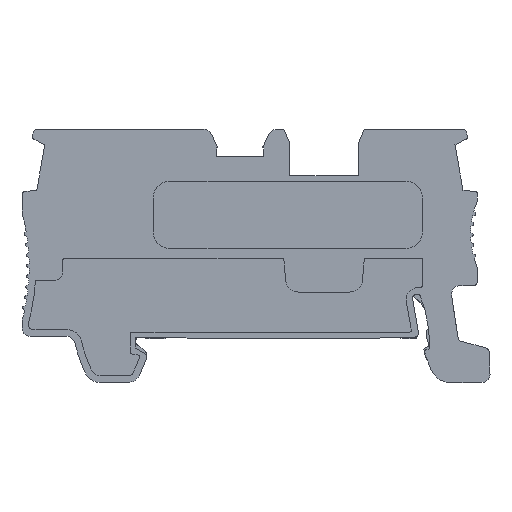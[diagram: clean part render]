
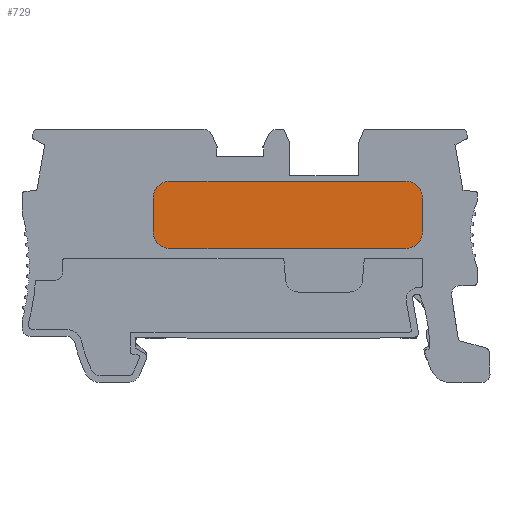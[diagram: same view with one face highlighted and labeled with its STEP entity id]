
A CAD part, left-side view. The second image highlights one B-rep face of the part: STEP entity #729.
In plain terms, the highlighted planar face has unit normal (-1, 0, 0).
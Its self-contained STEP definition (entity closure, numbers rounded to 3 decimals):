
#729=ADVANCED_FACE('',(#4185),#4187,.T.);
#4185=FACE_BOUND('',#4186,.T.);
#4186=EDGE_LOOP('',(#7750,#7751,#7752,#7753,#7754,#7755,#7756,#7757));
#4187=PLANE('',#4188);
#4188=AXIS2_PLACEMENT_3D('',#4189,#4190,#4191);
#4189=CARTESIAN_POINT('',(104.264,-13.013,12.75));
#4190=DIRECTION('',(-1.,0.,0.));
#4191=DIRECTION('',(0.,1.,0.));
#7750=ORIENTED_EDGE('',*,*,#9990,.T.);
#7751=ORIENTED_EDGE('',*,*,#9991,.T.);
#7752=ORIENTED_EDGE('',*,*,#9992,.T.);
#7753=ORIENTED_EDGE('',*,*,#9993,.T.);
#7754=ORIENTED_EDGE('',*,*,#9994,.T.);
#7755=ORIENTED_EDGE('',*,*,#9995,.T.);
#7756=ORIENTED_EDGE('',*,*,#9996,.T.);
#7757=ORIENTED_EDGE('',*,*,#9997,.T.);
#9990=EDGE_CURVE('',#12463,#12464,#12465,.T.);
#9991=EDGE_CURVE('',#12464,#12466,#12467,.T.);
#9992=EDGE_CURVE('',#12466,#12468,#12469,.T.);
#9993=EDGE_CURVE('',#12468,#12470,#12471,.T.);
#9994=EDGE_CURVE('',#12470,#12472,#12473,.T.);
#9995=EDGE_CURVE('',#12472,#12474,#12475,.T.);
#9996=EDGE_CURVE('',#12474,#12476,#12477,.T.);
#9997=EDGE_CURVE('',#12476,#12463,#12478,.T.);
#12463=VERTEX_POINT('',#19265);
#12464=VERTEX_POINT('',#19266);
#12465=LINE('',#19267,#19268);
#12466=VERTEX_POINT('',#19270);
#12467=CIRCLE('',#19271,2.);
#12468=VERTEX_POINT('',#19275);
#12469=LINE('',#19276,#19277);
#12470=VERTEX_POINT('',#19279);
#12471=CIRCLE('',#19280,2.);
#12472=VERTEX_POINT('',#19284);
#12473=LINE('',#19285,#19286);
#12474=VERTEX_POINT('',#19288);
#12475=CIRCLE('',#19289,2.);
#12476=VERTEX_POINT('',#19293);
#12477=LINE('',#19294,#19295);
#12478=CIRCLE('',#19297,2.);
#19265=CARTESIAN_POINT('',(104.264,-13.013,14.75));
#19266=CARTESIAN_POINT('',(104.264,14.987,14.75));
#19267=CARTESIAN_POINT('',(104.264,-13.013,14.75));
#19268=VECTOR('',#19269,1.);
#19269=DIRECTION('',(0.,1.,0.));
#19270=CARTESIAN_POINT('',(104.264,16.987,12.75));
#19271=AXIS2_PLACEMENT_3D('',#19272,#19273,#19274);
#19272=CARTESIAN_POINT('',(104.264,14.987,12.75));
#19273=DIRECTION('',(-1.,0.,0.));
#19274=DIRECTION('',(0.,0.,1.));
#19275=CARTESIAN_POINT('',(104.264,16.987,8.75));
#19276=CARTESIAN_POINT('',(104.264,16.987,12.75));
#19277=VECTOR('',#19278,1.);
#19278=DIRECTION('',(0.,0.,-1.));
#19279=CARTESIAN_POINT('',(104.264,14.987,6.75));
#19280=AXIS2_PLACEMENT_3D('',#19281,#19282,#19283);
#19281=CARTESIAN_POINT('',(104.264,14.987,8.75));
#19282=DIRECTION('',(-1.,0.,0.));
#19283=DIRECTION('',(0.,1.,0.));
#19284=CARTESIAN_POINT('',(104.264,-13.013,6.75));
#19285=CARTESIAN_POINT('',(104.264,14.987,6.75));
#19286=VECTOR('',#19287,1.);
#19287=DIRECTION('',(0.,-1.,0.));
#19288=CARTESIAN_POINT('',(104.264,-15.013,8.75));
#19289=AXIS2_PLACEMENT_3D('',#19290,#19291,#19292);
#19290=CARTESIAN_POINT('',(104.264,-13.013,8.75));
#19291=DIRECTION('',(-1.,0.,0.));
#19292=DIRECTION('',(0.,0.,-1.));
#19293=CARTESIAN_POINT('',(104.264,-15.013,12.75));
#19294=CARTESIAN_POINT('',(104.264,-15.013,8.75));
#19295=VECTOR('',#19296,1.);
#19296=DIRECTION('',(0.,0.,1.));
#19297=AXIS2_PLACEMENT_3D('',#19298,#19299,#19300);
#19298=CARTESIAN_POINT('',(104.264,-13.013,12.75));
#19299=DIRECTION('',(-1.,0.,0.));
#19300=DIRECTION('',(0.,-1.,0.));
